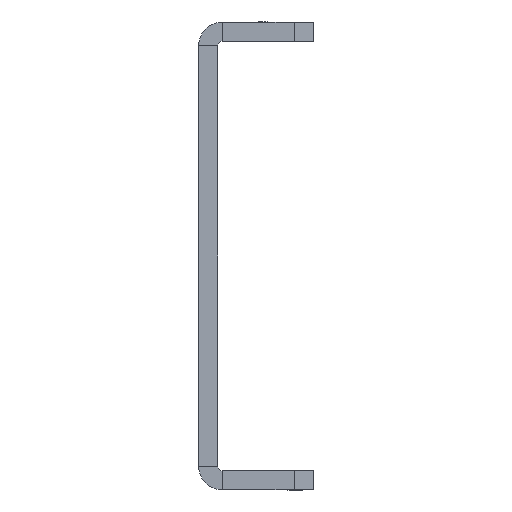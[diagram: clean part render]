
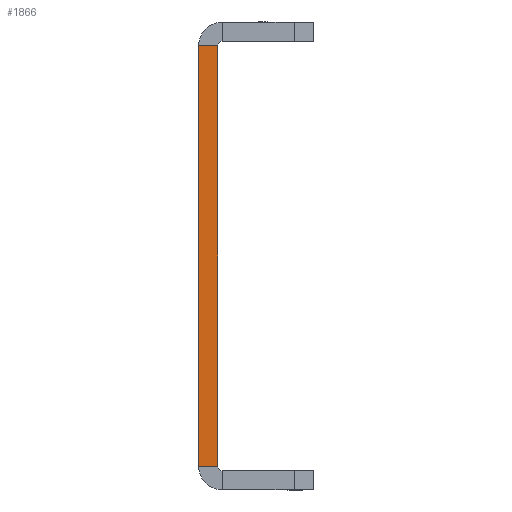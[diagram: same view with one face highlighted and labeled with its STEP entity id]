
A CAD part, left-side view. The second image highlights one B-rep face of the part: STEP entity #1866.
In plain terms, the highlighted planar face has unit normal (-1, 0, 0).
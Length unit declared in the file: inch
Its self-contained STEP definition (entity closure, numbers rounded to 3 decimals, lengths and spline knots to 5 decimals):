
#55=LINE('',#3092,#127);
#56=LINE('',#3093,#128);
#57=LINE('',#3094,#129);
#58=LINE('',#3095,#130);
#127=VECTOR('',#2586,0.125);
#128=VECTOR('',#2587,2.75);
#129=VECTOR('',#2588,0.125);
#130=VECTOR('',#2589,2.75);
#166=PLANE('',#2101);
#458=FACE_OUTER_BOUND('',#626,.T.);
#626=EDGE_LOOP('',(#1487,#1488,#1489,#1490));
#1076=VERTEX_POINT('',#3067);
#1077=VERTEX_POINT('',#3071);
#1081=VERTEX_POINT('',#3090);
#1082=VERTEX_POINT('',#3091);
#1267=EDGE_CURVE('',#1081,#1082,#55,.T.);
#1268=EDGE_CURVE('',#1081,#1077,#56,.T.);
#1269=EDGE_CURVE('',#1077,#1076,#57,.T.);
#1270=EDGE_CURVE('',#1082,#1076,#58,.T.);
#1487=ORIENTED_EDGE('',*,*,#1267,.F.);
#1488=ORIENTED_EDGE('',*,*,#1268,.T.);
#1489=ORIENTED_EDGE('',*,*,#1269,.T.);
#1490=ORIENTED_EDGE('',*,*,#1270,.F.);
#1866=ADVANCED_FACE('',(#458),#166,.F.);
#2101=AXIS2_PLACEMENT_3D('',#3089,#2584,#2585);
#2584=DIRECTION('center_axis',(1.,0.,0.));
#2585=DIRECTION('ref_axis',(0.,0.,1.));
#2586=DIRECTION('',(0.,1.,0.));
#2587=DIRECTION('',(0.,0.,1.));
#2588=DIRECTION('',(0.,1.,0.));
#2589=DIRECTION('',(0.,0.,1.));
#3067=CARTESIAN_POINT('',(0.,0.125,0.));
#3071=CARTESIAN_POINT('',(0.,0.,0.));
#3089=CARTESIAN_POINT('Origin',(0.,0.125,0.));
#3090=CARTESIAN_POINT('',(0.,0.,-2.75));
#3091=CARTESIAN_POINT('',(0.,0.125,-2.75));
#3092=CARTESIAN_POINT('',(0.,0.125,-2.75));
#3093=CARTESIAN_POINT('',(0.,0.,-2.75));
#3094=CARTESIAN_POINT('',(0.,0.125,0.));
#3095=CARTESIAN_POINT('',(0.,0.125,0.));
